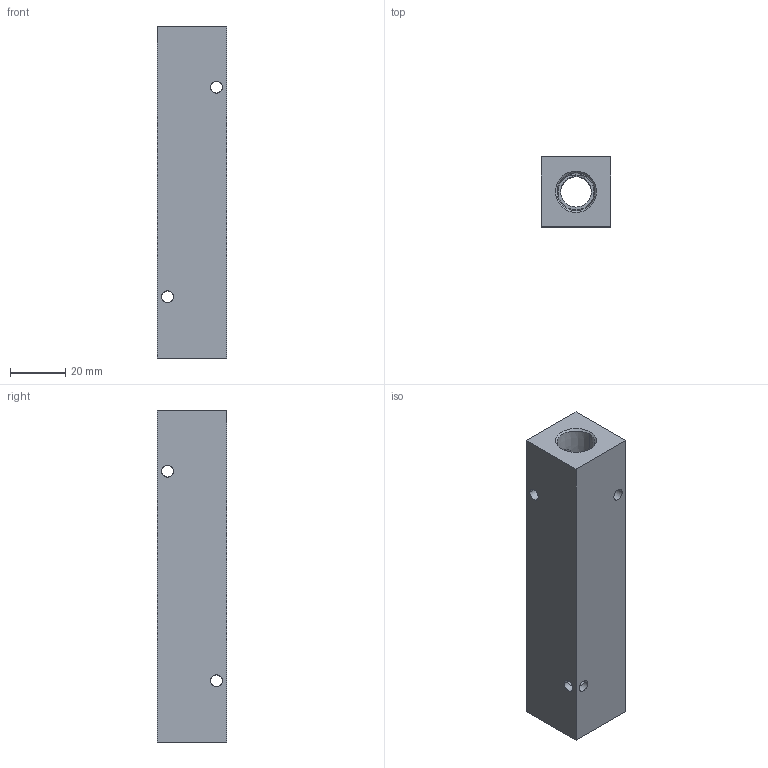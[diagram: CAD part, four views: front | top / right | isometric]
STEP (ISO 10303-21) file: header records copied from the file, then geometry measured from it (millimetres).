
FILE_DESCRIPTION (( 'STEP AP203' ), '1' );
FILE_NAME ('MRA-6CB.step', '2015-12-02T21:09:41', ( '' ), ( '' ), 'SwSTEP 2.0', 'SolidWorks 2015', '' );
FILE_SCHEMA (( 'CONFIG_CONTROL_DESIGN' ));
Length unit declared in the file: inch
Products named in the file (1): MRA-6CB
Bounding box: 25.4 x 25.4 x 120.65 mm (x, y, z)
Volume: 60296.7 mm3; surface area: 19444.9 mm2
Topology: 1 solids, 1 shells, 75 faces, 197 edges, 122 vertices
Faces by surface type: cone 32, cylinder 29, plane 14
Entity records: 2870 total; most frequent: CARTESIAN_POINT 918, ORIENTED_EDGE 394, DIRECTION 393, EDGE_CURVE 197, AXIS2_PLACEMENT_3D 159, VERTEX_POINT 122, EDGE_LOOP 99, CIRCLE 83
